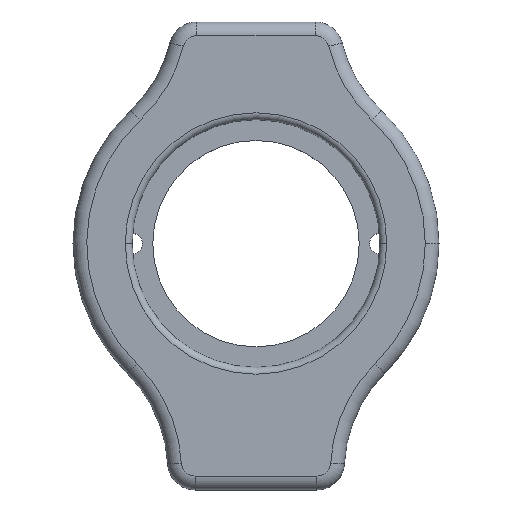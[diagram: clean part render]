
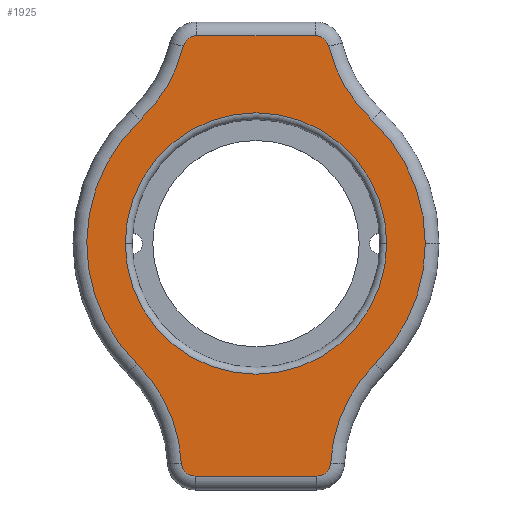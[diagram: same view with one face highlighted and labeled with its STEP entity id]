
A CAD part, top view. The second image highlights one B-rep face of the part: STEP entity #1925.
In plain terms, the highlighted planar face has unit normal (0, 0, 1).
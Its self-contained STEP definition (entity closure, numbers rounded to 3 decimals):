
#18 = EDGE_LOOP ( 'NONE', ( #558, #2254, #1088, #107, #1758, #1150, #546, #1259, #1314, #118, #1713, #945, #654 ) ) ;
#30 = DIRECTION ( 'NONE',  ( 0., 0., 1. ) ) ;
#32 = CIRCLE ( 'NONE', #906, 9.5 ) ;
#41 = CIRCLE ( 'NONE', #560, 11. ) ;
#79 = CIRCLE ( 'NONE', #1202, 11. ) ;
#86 = DIRECTION ( 'NONE',  ( 1., 0., 0. ) ) ;
#107 = ORIENTED_EDGE ( 'NONE', *, *, #1842, .T. ) ;
#118 = ORIENTED_EDGE ( 'NONE', *, *, #1899, .T. ) ;
#128 = EDGE_CURVE ( 'NONE', #2272, #1340, #41, .T. ) ;
#172 = DIRECTION ( 'NONE',  ( -1., 0., 0. ) ) ;
#204 = DIRECTION ( 'NONE',  ( 0., 0., 1. ) ) ;
#207 = CIRCLE ( 'NONE', #311, 12.3 ) ;
#210 = CIRCLE ( 'NONE', #830, 9.5 ) ;
#252 = DIRECTION ( 'NONE',  ( 1., 0., 0. ) ) ;
#264 = EDGE_CURVE ( 'NONE', #767, #916, #1180, .T. ) ;
#298 = CARTESIAN_POINT ( 'NONE',  ( 2.224, 1.633, 38. ) ) ;
#301 = CARTESIAN_POINT ( 'NONE',  ( 2.224, 1.633, 38. ) ) ;
#310 = CARTESIAN_POINT ( 'NONE',  ( 10.885, -7.1, 38. ) ) ;
#311 = AXIS2_PLACEMENT_3D ( 'NONE', #298, #642, #2046 ) ;
#314 = AXIS2_PLACEMENT_3D ( 'NONE', #846, #2105, #2263 ) ;
#353 = CARTESIAN_POINT ( 'NONE',  ( 14.524, 1.633, 38. ) ) ;
#360 = CARTESIAN_POINT ( 'NONE',  ( 2.224, 1.633, 38. ) ) ;
#375 = CARTESIAN_POINT ( 'NONE',  ( 6.535, 15.733, 38. ) ) ;
#380 = VERTEX_POINT ( 'NONE', #310 ) ;
#437 = CARTESIAN_POINT ( 'NONE',  ( -2.087, 16.733, 38. ) ) ;
#440 = LINE ( 'NONE', #702, #2207 ) ;
#449 = AXIS2_PLACEMENT_3D ( 'NONE', #360, #1625, #904 ) ;
#472 = CIRCLE ( 'NONE', #314, 1. ) ;
#484 = VERTEX_POINT ( 'NONE', #1762 ) ;
#522 = VECTOR ( 'NONE', #755, 1000. ) ;
#546 = ORIENTED_EDGE ( 'NONE', *, *, #264, .T. ) ;
#548 = DIRECTION ( 'NONE',  ( 0., 0., -1. ) ) ;
#558 = ORIENTED_EDGE ( 'NONE', *, *, #1297, .T. ) ;
#559 = DIRECTION ( 'NONE',  ( 0., 0., 1. ) ) ;
#560 = AXIS2_PLACEMENT_3D ( 'NONE', #598, #1114, #252 ) ;
#566 = AXIS2_PLACEMENT_3D ( 'NONE', #375, #559, #1080 ) ;
#598 = CARTESIAN_POINT ( 'NONE',  ( -13.738, 18.607, 38. ) ) ;
#615 = AXIS2_PLACEMENT_3D ( 'NONE', #1419, #204, #1068 ) ;
#636 = VERTEX_POINT ( 'NONE', #2007 ) ;
#642 = DIRECTION ( 'NONE',  ( 0., 0., 1. ) ) ;
#654 = ORIENTED_EDGE ( 'NONE', *, *, #1777, .T. ) ;
#702 = CARTESIAN_POINT ( 'NONE',  ( 2.224, 16.733, 38. ) ) ;
#734 = VERTEX_POINT ( 'NONE', #2056 ) ;
#747 = CARTESIAN_POINT ( 'NONE',  ( -2.201, -14.267, 38. ) ) ;
#751 = AXIS2_PLACEMENT_3D ( 'NONE', #747, #30, #86 ) ;
#755 = DIRECTION ( 'NONE',  ( 1., 0., 0. ) ) ;
#758 = FACE_OUTER_BOUND ( 'NONE', #18, .T. ) ;
#765 = EDGE_CURVE ( 'NONE', #1340, #734, #2015, .T. ) ;
#767 = VERTEX_POINT ( 'NONE', #1503 ) ;
#803 = CARTESIAN_POINT ( 'NONE',  ( 7.506, 15.973, 38. ) ) ;
#830 = AXIS2_PLACEMENT_3D ( 'NONE', #1196, #1913, #1740 ) ;
#846 = CARTESIAN_POINT ( 'NONE',  ( -2.087, 15.733, 38. ) ) ;
#857 = DIRECTION ( 'NONE',  ( 1., 0., 0. ) ) ;
#901 = CARTESIAN_POINT ( 'NONE',  ( 6.535, 16.733, 38. ) ) ;
#904 = DIRECTION ( 'NONE',  ( 1., 0., 0. ) ) ;
#906 = AXIS2_PLACEMENT_3D ( 'NONE', #1389, #1227, #1023 ) ;
#916 = VERTEX_POINT ( 'NONE', #2108 ) ;
#920 = DIRECTION ( 'NONE',  ( 1., 0., 0. ) ) ;
#937 = VERTEX_POINT ( 'NONE', #901 ) ;
#945 = ORIENTED_EDGE ( 'NONE', *, *, #2002, .T. ) ;
#997 = FACE_BOUND ( 'NONE', #1566, .T. ) ;
#1006 = EDGE_CURVE ( 'NONE', #636, #1890, #1089, .T. ) ;
#1009 = AXIS2_PLACEMENT_3D ( 'NONE', #1738, #1568, #857 ) ;
#1023 = DIRECTION ( 'NONE',  ( 1., 0., 0. ) ) ;
#1065 = EDGE_CURVE ( 'NONE', #1890, #767, #1686, .T. ) ;
#1068 = DIRECTION ( 'NONE',  ( 1., 0., 0. ) ) ;
#1070 = CARTESIAN_POINT ( 'NONE',  ( 18.186, 18.607, 38. ) ) ;
#1080 = DIRECTION ( 'NONE',  ( 1., 0., 0. ) ) ;
#1088 = ORIENTED_EDGE ( 'NONE', *, *, #765, .T. ) ;
#1089 = CIRCLE ( 'NONE', #751, 1. ) ;
#1114 = DIRECTION ( 'NONE',  ( 0., 0., -1. ) ) ;
#1134 = DIRECTION ( 'NONE',  ( 0., 0., 1. ) ) ;
#1150 = ORIENTED_EDGE ( 'NONE', *, *, #1065, .T. ) ;
#1180 = CIRCLE ( 'NONE', #1632, 1. ) ;
#1182 = CARTESIAN_POINT ( 'NONE',  ( -3.058, 15.973, 38. ) ) ;
#1191 = CIRCLE ( 'NONE', #449, 12.3 ) ;
#1196 = CARTESIAN_POINT ( 'NONE',  ( 2.224, 1.633, 38. ) ) ;
#1202 = AXIS2_PLACEMENT_3D ( 'NONE', #1070, #2285, #1237 ) ;
#1224 = AXIS2_PLACEMENT_3D ( 'NONE', #301, #1712, #2030 ) ;
#1227 = DIRECTION ( 'NONE',  ( 0., 0., -1. ) ) ;
#1231 = ORIENTED_EDGE ( 'NONE', *, *, #1252, .T. ) ;
#1237 = DIRECTION ( 'NONE',  ( 1., 0., 0. ) ) ;
#1250 = CIRCLE ( 'NONE', #566, 1. ) ;
#1252 = EDGE_CURVE ( 'NONE', #484, #1472, #210, .T. ) ;
#1259 = ORIENTED_EDGE ( 'NONE', *, *, #2005, .T. ) ;
#1283 = CARTESIAN_POINT ( 'NONE',  ( 6.649, -15.267, 38. ) ) ;
#1297 = EDGE_CURVE ( 'NONE', #1573, #2272, #472, .T. ) ;
#1314 = ORIENTED_EDGE ( 'NONE', *, *, #1735, .T. ) ;
#1333 = CARTESIAN_POINT ( 'NONE',  ( 10.65, 10.594, 38. ) ) ;
#1340 = VERTEX_POINT ( 'NONE', #1896 ) ;
#1389 = CARTESIAN_POINT ( 'NONE',  ( 2.224, 1.633, 38. ) ) ;
#1419 = CARTESIAN_POINT ( 'NONE',  ( 2.224, 1.633, 38. ) ) ;
#1433 = EDGE_CURVE ( 'NONE', #2231, #1623, #79, .T. ) ;
#1472 = VERTEX_POINT ( 'NONE', #2167 ) ;
#1503 = CARTESIAN_POINT ( 'NONE',  ( 6.649, -15.267, 38. ) ) ;
#1562 = DIRECTION ( 'NONE',  ( 1., 0., 0. ) ) ;
#1566 = EDGE_LOOP ( 'NONE', ( #1231, #2176 ) ) ;
#1568 = DIRECTION ( 'NONE',  ( 0., 0., -1. ) ) ;
#1573 = VERTEX_POINT ( 'NONE', #437 ) ;
#1623 = VERTEX_POINT ( 'NONE', #803 ) ;
#1625 = DIRECTION ( 'NONE',  ( 0., 0., 1. ) ) ;
#1632 = AXIS2_PLACEMENT_3D ( 'NONE', #2198, #1134, #1562 ) ;
#1686 = LINE ( 'NONE', #1283, #522 ) ;
#1712 = DIRECTION ( 'NONE',  ( 0., 0., 1. ) ) ;
#1713 = ORIENTED_EDGE ( 'NONE', *, *, #1433, .T. ) ;
#1735 = EDGE_CURVE ( 'NONE', #380, #1810, #207, .T. ) ;
#1738 = CARTESIAN_POINT ( 'NONE',  ( -14.184, -14.91, 38. ) ) ;
#1740 = DIRECTION ( 'NONE',  ( 1., 0., 0. ) ) ;
#1747 = CARTESIAN_POINT ( 'NONE',  ( -2.201, -15.267, 38. ) ) ;
#1752 = CIRCLE ( 'NONE', #1009, 11. ) ;
#1758 = ORIENTED_EDGE ( 'NONE', *, *, #1006, .T. ) ;
#1762 = CARTESIAN_POINT ( 'NONE',  ( 11.724, 1.633, 38. ) ) ;
#1774 = PLANE ( 'NONE',  #615 ) ;
#1777 = EDGE_CURVE ( 'NONE', #937, #1573, #440, .T. ) ;
#1788 = EDGE_CURVE ( 'NONE', #1472, #484, #32, .T. ) ;
#1810 = VERTEX_POINT ( 'NONE', #353 ) ;
#1842 = EDGE_CURVE ( 'NONE', #734, #636, #1752, .T. ) ;
#1890 = VERTEX_POINT ( 'NONE', #1747 ) ;
#1896 = CARTESIAN_POINT ( 'NONE',  ( -6.202, 10.594, 38. ) ) ;
#1899 = EDGE_CURVE ( 'NONE', #1810, #2231, #1191, .T. ) ;
#1913 = DIRECTION ( 'NONE',  ( 0., 0., -1. ) ) ;
#1925 = ADVANCED_FACE ( 'NONE', ( #997, #758 ), #1774, .T. ) ;
#1945 = CIRCLE ( 'NONE', #2028, 11. ) ;
#1975 = CARTESIAN_POINT ( 'NONE',  ( 18.631, -14.91, 38. ) ) ;
#2002 = EDGE_CURVE ( 'NONE', #1623, #937, #1250, .T. ) ;
#2005 = EDGE_CURVE ( 'NONE', #916, #380, #1945, .T. ) ;
#2007 = CARTESIAN_POINT ( 'NONE',  ( -3.2, -14.32, 38. ) ) ;
#2015 = CIRCLE ( 'NONE', #1224, 12.3 ) ;
#2028 = AXIS2_PLACEMENT_3D ( 'NONE', #1975, #548, #920 ) ;
#2030 = DIRECTION ( 'NONE',  ( 1., 0., 0. ) ) ;
#2046 = DIRECTION ( 'NONE',  ( 1., 0., 0. ) ) ;
#2056 = CARTESIAN_POINT ( 'NONE',  ( -6.438, -7.1, 38. ) ) ;
#2105 = DIRECTION ( 'NONE',  ( 0., 0., 1. ) ) ;
#2108 = CARTESIAN_POINT ( 'NONE',  ( 7.647, -14.32, 38. ) ) ;
#2167 = CARTESIAN_POINT ( 'NONE',  ( -7.276, 1.633, 38. ) ) ;
#2176 = ORIENTED_EDGE ( 'NONE', *, *, #1788, .T. ) ;
#2198 = CARTESIAN_POINT ( 'NONE',  ( 6.649, -14.267, 38. ) ) ;
#2207 = VECTOR ( 'NONE', #172, 1000. ) ;
#2231 = VERTEX_POINT ( 'NONE', #1333 ) ;
#2254 = ORIENTED_EDGE ( 'NONE', *, *, #128, .T. ) ;
#2263 = DIRECTION ( 'NONE',  ( 1., 0., 0. ) ) ;
#2272 = VERTEX_POINT ( 'NONE', #1182 ) ;
#2285 = DIRECTION ( 'NONE',  ( 0., 0., -1. ) ) ;
